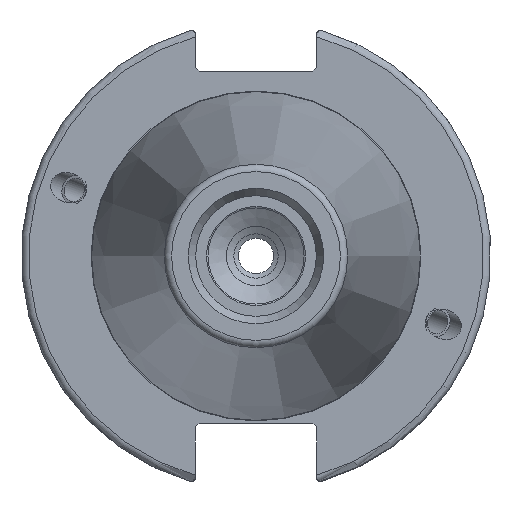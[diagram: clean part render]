
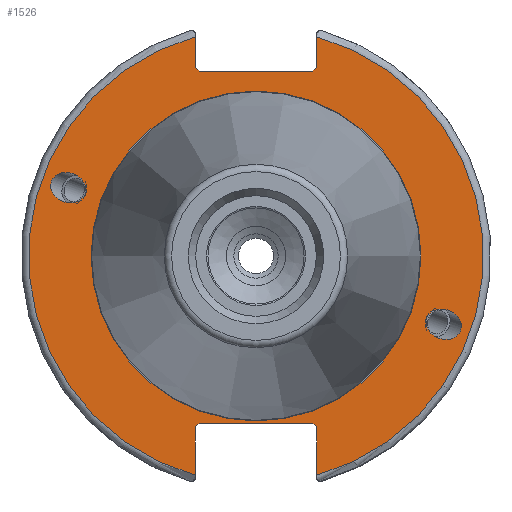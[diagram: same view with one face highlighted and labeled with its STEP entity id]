
A CAD part, left-side view. The second image highlights one B-rep face of the part: STEP entity #1526.
In plain terms, the highlighted planar face has unit normal (-1, 0, 0).
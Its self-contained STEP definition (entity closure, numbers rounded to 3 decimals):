
#39=ELLIPSE('',#1649,2.442,2.);
#48=ELLIPSE('',#1692,2.442,2.);
#116=FACE_BOUND('',#502,.T.);
#117=FACE_BOUND('',#503,.T.);
#118=FACE_BOUND('',#504,.T.);
#132=PLANE('',#1702);
#206=LINE('',#2702,#302);
#207=LINE('',#2704,#303);
#208=LINE('',#2706,#304);
#209=LINE('',#2708,#305);
#210=LINE('',#2710,#306);
#211=LINE('',#2714,#307);
#212=LINE('',#2716,#308);
#213=LINE('',#2718,#309);
#214=LINE('',#2720,#310);
#215=LINE('',#2721,#311);
#302=VECTOR('',#2043,10.);
#303=VECTOR('',#2044,10.);
#304=VECTOR('',#2045,10.);
#305=VECTOR('',#2046,10.);
#306=VECTOR('',#2047,10.);
#307=VECTOR('',#2050,10.);
#308=VECTOR('',#2051,10.);
#309=VECTOR('',#2052,10.);
#310=VECTOR('',#2053,10.);
#311=VECTOR('',#2054,10.);
#406=FACE_OUTER_BOUND('',#501,.T.);
#501=EDGE_LOOP('',(#1237,#1238,#1239,#1240,#1241,#1242,#1243,#1244,#1245,
#1246,#1247,#1248));
#502=EDGE_LOOP('',(#1249));
#503=EDGE_LOOP('',(#1250));
#504=EDGE_LOOP('',(#1251));
#598=CIRCLE('',#1700,22.3);
#600=CIRCLE('',#1703,30.75);
#601=CIRCLE('',#1704,30.75);
#678=VERTEX_POINT('',#2495);
#718=VERTEX_POINT('',#2678);
#723=VERTEX_POINT('',#2693);
#724=VERTEX_POINT('',#2698);
#725=VERTEX_POINT('',#2699);
#726=VERTEX_POINT('',#2701);
#727=VERTEX_POINT('',#2703);
#728=VERTEX_POINT('',#2705);
#729=VERTEX_POINT('',#2707);
#730=VERTEX_POINT('',#2709);
#731=VERTEX_POINT('',#2711);
#732=VERTEX_POINT('',#2713);
#733=VERTEX_POINT('',#2715);
#734=VERTEX_POINT('',#2717);
#735=VERTEX_POINT('',#2719);
#849=EDGE_CURVE('',#678,#678,#39,.T.);
#905=EDGE_CURVE('',#718,#718,#48,.T.);
#912=EDGE_CURVE('',#723,#723,#598,.T.);
#914=EDGE_CURVE('',#724,#725,#600,.T.);
#915=EDGE_CURVE('',#724,#726,#206,.T.);
#916=EDGE_CURVE('',#727,#726,#207,.T.);
#917=EDGE_CURVE('',#727,#728,#208,.T.);
#918=EDGE_CURVE('',#729,#728,#209,.T.);
#919=EDGE_CURVE('',#729,#730,#210,.T.);
#920=EDGE_CURVE('',#731,#730,#601,.T.);
#921=EDGE_CURVE('',#731,#732,#211,.T.);
#922=EDGE_CURVE('',#733,#732,#212,.T.);
#923=EDGE_CURVE('',#733,#734,#213,.T.);
#924=EDGE_CURVE('',#735,#734,#214,.T.);
#925=EDGE_CURVE('',#735,#725,#215,.T.);
#1237=ORIENTED_EDGE('',*,*,#914,.F.);
#1238=ORIENTED_EDGE('',*,*,#915,.T.);
#1239=ORIENTED_EDGE('',*,*,#916,.F.);
#1240=ORIENTED_EDGE('',*,*,#917,.T.);
#1241=ORIENTED_EDGE('',*,*,#918,.F.);
#1242=ORIENTED_EDGE('',*,*,#919,.T.);
#1243=ORIENTED_EDGE('',*,*,#920,.F.);
#1244=ORIENTED_EDGE('',*,*,#921,.T.);
#1245=ORIENTED_EDGE('',*,*,#922,.F.);
#1246=ORIENTED_EDGE('',*,*,#923,.T.);
#1247=ORIENTED_EDGE('',*,*,#924,.F.);
#1248=ORIENTED_EDGE('',*,*,#925,.T.);
#1249=ORIENTED_EDGE('',*,*,#849,.T.);
#1250=ORIENTED_EDGE('',*,*,#905,.T.);
#1251=ORIENTED_EDGE('',*,*,#912,.F.);
#1526=ADVANCED_FACE('',(#406,#116,#117,#118),#132,.T.);
#1649=AXIS2_PLACEMENT_3D('',#2497,#1914,#1915);
#1692=AXIS2_PLACEMENT_3D('',#2680,#2017,#2018);
#1700=AXIS2_PLACEMENT_3D('',#2695,#2035,#2036);
#1702=AXIS2_PLACEMENT_3D('',#2697,#2039,#2040);
#1703=AXIS2_PLACEMENT_3D('',#2700,#2041,#2042);
#1704=AXIS2_PLACEMENT_3D('',#2712,#2048,#2049);
#1914=DIRECTION('center_axis',(1.,0.,0.));
#1915=DIRECTION('ref_axis',(0.,-0.94,-0.342));
#2017=DIRECTION('center_axis',(1.,0.,0.));
#2018=DIRECTION('ref_axis',(0.,0.94,0.342));
#2035=DIRECTION('center_axis',(-1.,0.,0.));
#2036=DIRECTION('ref_axis',(0.,-1.,0.));
#2039=DIRECTION('center_axis',(-1.,0.,0.));
#2040=DIRECTION('ref_axis',(0.,0.,1.));
#2041=DIRECTION('center_axis',(1.,0.,0.));
#2042=DIRECTION('ref_axis',(0.,-1.,0.));
#2043=DIRECTION('',(0.,0.,-1.));
#2044=DIRECTION('',(0.,-0.707,0.707));
#2045=DIRECTION('',(0.,1.,0.));
#2046=DIRECTION('',(0.,-0.707,-0.707));
#2047=DIRECTION('',(0.,0.,1.));
#2048=DIRECTION('center_axis',(1.,0.,0.));
#2049=DIRECTION('ref_axis',(0.,1.,0.));
#2050=DIRECTION('',(0.,0.,1.));
#2051=DIRECTION('',(0.,0.707,-0.707));
#2052=DIRECTION('',(0.,-1.,0.));
#2053=DIRECTION('',(0.,0.707,0.707));
#2054=DIRECTION('',(0.,0.,-1.));
#2495=CARTESIAN_POINT('',(3.175,-23.077,-8.399));
#2497=CARTESIAN_POINT('Origin',(3.175,-25.372,-9.235));
#2678=CARTESIAN_POINT('',(3.175,23.077,8.399));
#2680=CARTESIAN_POINT('Origin',(3.175,25.372,9.235));
#2693=CARTESIAN_POINT('',(3.175,0.,22.3));
#2695=CARTESIAN_POINT('Origin',(3.175,0.,0.));
#2697=CARTESIAN_POINT('Origin',(3.175,31.75,0.));
#2698=CARTESIAN_POINT('',(3.175,-8.19,29.639));
#2699=CARTESIAN_POINT('',(3.175,-8.19,-29.639));
#2700=CARTESIAN_POINT('Origin',(3.175,0.,0.));
#2701=CARTESIAN_POINT('',(3.175,-8.19,25.5));
#2702=CARTESIAN_POINT('',(3.175,-8.19,12.5));
#2703=CARTESIAN_POINT('',(3.175,-7.69,25.));
#2704=CARTESIAN_POINT('',(3.175,8.295,9.015));
#2705=CARTESIAN_POINT('',(3.175,7.69,25.));
#2706=CARTESIAN_POINT('',(3.175,15.875,25.));
#2707=CARTESIAN_POINT('',(3.175,8.19,25.5));
#2708=CARTESIAN_POINT('',(3.175,7.58,24.89));
#2709=CARTESIAN_POINT('',(3.175,8.19,29.639));
#2710=CARTESIAN_POINT('',(3.175,8.19,12.5));
#2711=CARTESIAN_POINT('',(3.175,8.19,-29.639));
#2712=CARTESIAN_POINT('Origin',(3.175,0.,0.));
#2713=CARTESIAN_POINT('',(3.175,8.19,-23.1));
#2714=CARTESIAN_POINT('',(3.175,8.19,-11.3));
#2715=CARTESIAN_POINT('',(3.175,7.69,-22.6));
#2716=CARTESIAN_POINT('',(3.175,8.18,-23.09));
#2717=CARTESIAN_POINT('',(3.175,-7.69,-22.6));
#2718=CARTESIAN_POINT('',(3.175,15.875,-22.6));
#2719=CARTESIAN_POINT('',(3.175,-8.19,-23.1));
#2720=CARTESIAN_POINT('',(3.175,7.695,-7.215));
#2721=CARTESIAN_POINT('',(3.175,-8.19,-11.3));
